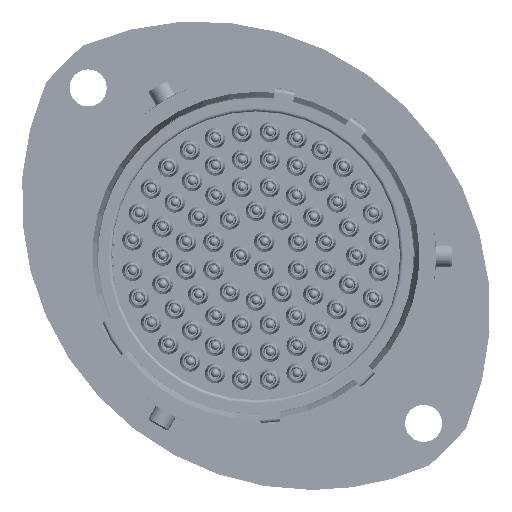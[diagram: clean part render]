
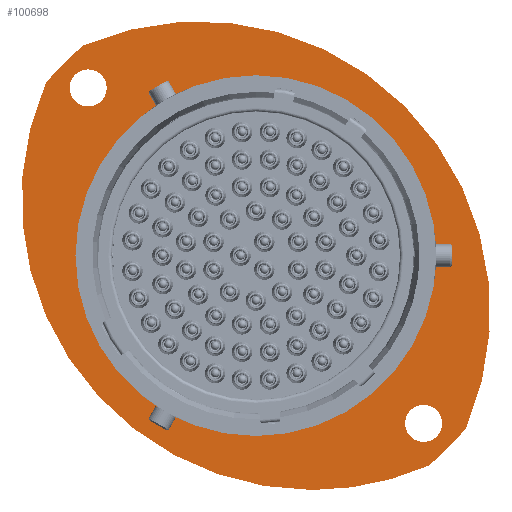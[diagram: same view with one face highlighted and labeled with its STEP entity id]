
A CAD part, left-side view. The second image highlights one B-rep face of the part: STEP entity #100698.
In plain terms, the highlighted planar face has unit normal (-1, 0, 0).
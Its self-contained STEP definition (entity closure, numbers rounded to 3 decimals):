
#1705 = AXIS2_PLACEMENT_3D ( 'NONE', #80978, #96386, #204545 ) ;
#5383 = VERTEX_POINT ( 'NONE', #124067 ) ;
#9166 = DIRECTION ( 'NONE',  ( -1., 0., 0. ) ) ;
#10290 = CARTESIAN_POINT ( 'NONE',  ( 4.955, -7.236, -18.38 ) ) ;
#17823 = VERTEX_POINT ( 'NONE', #154274 ) ;
#18767 = AXIS2_PLACEMENT_3D ( 'NONE', #168234, #9166, #132902 ) ;
#20748 = CARTESIAN_POINT ( 'NONE',  ( 4.955, 7.911, 0.042 ) ) ;
#23015 = CARTESIAN_POINT ( 'NONE',  ( 4.955, 2.961, 4.992 ) ) ;
#24589 = AXIS2_PLACEMENT_3D ( 'NONE', #48138, #140198, #170218 ) ;
#28298 = DIRECTION ( 'NONE',  ( 0., 0., -1. ) ) ;
#34458 = ORIENTED_EDGE ( 'NONE', *, *, #98657, .F. ) ;
#37702 = EDGE_CURVE ( 'NONE', #5383, #84957, #188017, .T. ) ;
#38949 = AXIS2_PLACEMENT_3D ( 'NONE', #175794, #124313, #191992 ) ;
#39044 = CIRCLE ( 'NONE', #119091, 15.82 ) ;
#40318 = ORIENTED_EDGE ( 'NONE', *, *, #181626, .F. ) ;
#41178 = AXIS2_PLACEMENT_3D ( 'NONE', #48332, #170409, #28298 ) ;
#41502 = AXIS2_PLACEMENT_3D ( 'NONE', #23015, #78357, #201142 ) ;
#41780 = EDGE_CURVE ( 'NONE', #65239, #17823, #93059, .T. ) ;
#48138 = CARTESIAN_POINT ( 'NONE',  ( 4.955, -6.797, -14.665 ) ) ;
#48332 = CARTESIAN_POINT ( 'NONE',  ( 4.955, 2.961, 4.992 ) ) ;
#49483 = ORIENTED_EDGE ( 'NONE', *, *, #195310, .T. ) ;
#51171 = CIRCLE ( 'NONE', #41178, 25.5 ) ;
#52020 = CARTESIAN_POINT ( 'NONE',  ( 4.955, 7.911, -15.778 ) ) ;
#52510 = ORIENTED_EDGE ( 'NONE', *, *, #67320, .T. ) ;
#53654 = DIRECTION ( 'NONE',  ( 0., 0., -1. ) ) ;
#56241 = DIRECTION ( 'NONE',  ( -1., 0., 0. ) ) ;
#62037 = ORIENTED_EDGE ( 'NONE', *, *, #220329, .F. ) ;
#65239 = VERTEX_POINT ( 'NONE', #216494 ) ;
#67320 = EDGE_CURVE ( 'NONE', #130739, #96672, #72416, .T. ) ;
#67522 = AXIS2_PLACEMENT_3D ( 'NONE', #20748, #56241, #195929 ) ;
#69804 = EDGE_CURVE ( 'NONE', #17823, #107319, #201938, .T. ) ;
#70977 = CARTESIAN_POINT ( 'NONE',  ( 4.955, 26.333, 15.189 ) ) ;
#72416 = CIRCLE ( 'NONE', #41502, 25.5 ) ;
#74173 = PLANE ( 'NONE',  #96127 ) ;
#78045 = CARTESIAN_POINT ( 'NONE',  ( 4.955, -6.797, -13.04 ) ) ;
#78357 = DIRECTION ( 'NONE',  ( -1., 0., 0. ) ) ;
#79192 = EDGE_CURVE ( 'NONE', #117485, #88603, #39044, .T. ) ;
#80978 = CARTESIAN_POINT ( 'NONE',  ( 4.955, 12.86, -4.907 ) ) ;
#81494 = CIRCLE ( 'NONE', #24589, 1.625 ) ;
#84957 = VERTEX_POINT ( 'NONE', #185655 ) ;
#88603 = VERTEX_POINT ( 'NONE', #52020 ) ;
#91442 = EDGE_LOOP ( 'NONE', ( #49483, #52510, #167778, #148157, #154260 ) ) ;
#92593 = DIRECTION ( 'NONE',  ( 1., 0., 0. ) ) ;
#93059 = CIRCLE ( 'NONE', #1705, 25.5 ) ;
#96127 = AXIS2_PLACEMENT_3D ( 'NONE', #197735, #92593, #144694 ) ;
#96386 = DIRECTION ( 'NONE',  ( -1., 0., 0. ) ) ;
#96672 = VERTEX_POINT ( 'NONE', #10290 ) ;
#98072 = DIRECTION ( 'NONE',  ( 0., 0., 1. ) ) ;
#98657 = EDGE_CURVE ( 'NONE', #88603, #117485, #156255, .T. ) ;
#99906 = FACE_BOUND ( 'NONE', #153321, .T. ) ;
#100698 = ADVANCED_FACE ( 'NONE', ( #146506, #102539, #99906, #152004 ), #74173, .F. ) ;
#102539 = FACE_BOUND ( 'NONE', #195312, .T. ) ;
#107217 = EDGE_LOOP ( 'NONE', ( #144616, #130273 ) ) ;
#107319 = VERTEX_POINT ( 'NONE', #70977 ) ;
#107351 = CARTESIAN_POINT ( 'NONE',  ( 4.955, 2.961, -20.508 ) ) ;
#115677 = DIRECTION ( 'NONE',  ( -1., 0., 0. ) ) ;
#117485 = VERTEX_POINT ( 'NONE', #164494 ) ;
#117778 = DIRECTION ( 'NONE',  ( -1., 0., 0. ) ) ;
#119091 = AXIS2_PLACEMENT_3D ( 'NONE', #220182, #115677, #98072 ) ;
#120028 = CARTESIAN_POINT ( 'NONE',  ( 4.955, 22.618, 14.75 ) ) ;
#120356 = DIRECTION ( 'NONE',  ( 0., 0., -1. ) ) ;
#121292 = AXIS2_PLACEMENT_3D ( 'NONE', #207121, #191752, #120356 ) ;
#124067 = CARTESIAN_POINT ( 'NONE',  ( 4.955, 22.618, 13.125 ) ) ;
#124313 = DIRECTION ( 'NONE',  ( -1., 0., 0. ) ) ;
#130273 = ORIENTED_EDGE ( 'NONE', *, *, #170351, .F. ) ;
#130739 = VERTEX_POINT ( 'NONE', #107351 ) ;
#132902 = DIRECTION ( 'NONE',  ( 0., 0., 1. ) ) ;
#140198 = DIRECTION ( 'NONE',  ( -1., 0., 0. ) ) ;
#142794 = EDGE_CURVE ( 'NONE', #96672, #65239, #218528, .T. ) ;
#144616 = ORIENTED_EDGE ( 'NONE', *, *, #37702, .F. ) ;
#144694 = DIRECTION ( 'NONE',  ( 0., 0., -1. ) ) ;
#146506 = FACE_BOUND ( 'NONE', #107217, .T. ) ;
#148157 = ORIENTED_EDGE ( 'NONE', *, *, #41780, .T. ) ;
#151672 = VERTEX_POINT ( 'NONE', #78045 ) ;
#152004 = FACE_OUTER_BOUND ( 'NONE', #91442, .T. ) ;
#153321 = EDGE_LOOP ( 'NONE', ( #164895, #34458 ) ) ;
#154260 = ORIENTED_EDGE ( 'NONE', *, *, #69804, .T. ) ;
#154274 = CARTESIAN_POINT ( 'NONE',  ( 4.955, 23.057, 18.465 ) ) ;
#156255 = CIRCLE ( 'NONE', #67522, 15.82 ) ;
#157986 = CARTESIAN_POINT ( 'NONE',  ( 4.955, -6.797, -14.665 ) ) ;
#161017 = DIRECTION ( 'NONE',  ( -1., 0., 0. ) ) ;
#164494 = CARTESIAN_POINT ( 'NONE',  ( 4.955, 7.911, 15.862 ) ) ;
#164895 = ORIENTED_EDGE ( 'NONE', *, *, #79192, .F. ) ;
#167000 = CIRCLE ( 'NONE', #195663, 1.625 ) ;
#167778 = ORIENTED_EDGE ( 'NONE', *, *, #142794, .T. ) ;
#168234 = CARTESIAN_POINT ( 'NONE',  ( 4.955, 7.911, 0.042 ) ) ;
#170218 = DIRECTION ( 'NONE',  ( 0., 0., -1. ) ) ;
#170351 = EDGE_CURVE ( 'NONE', #84957, #5383, #167000, .T. ) ;
#170409 = DIRECTION ( 'NONE',  ( -1., 0., 0. ) ) ;
#175794 = CARTESIAN_POINT ( 'NONE',  ( 4.955, 7.911, 0.042 ) ) ;
#181626 = EDGE_CURVE ( 'NONE', #184920, #151672, #81494, .T. ) ;
#184920 = VERTEX_POINT ( 'NONE', #186549 ) ;
#185655 = CARTESIAN_POINT ( 'NONE',  ( 4.955, 22.618, 16.375 ) ) ;
#186549 = CARTESIAN_POINT ( 'NONE',  ( 4.955, -6.797, -16.29 ) ) ;
#188017 = CIRCLE ( 'NONE', #121292, 1.625 ) ;
#189785 = CIRCLE ( 'NONE', #222495, 1.625 ) ;
#189924 = DIRECTION ( 'NONE',  ( 0., 0., -1. ) ) ;
#191752 = DIRECTION ( 'NONE',  ( -1., 0., 0. ) ) ;
#191992 = DIRECTION ( 'NONE',  ( 0., 0., 1. ) ) ;
#195310 = EDGE_CURVE ( 'NONE', #107319, #130739, #51171, .T. ) ;
#195312 = EDGE_LOOP ( 'NONE', ( #40318, #62037 ) ) ;
#195663 = AXIS2_PLACEMENT_3D ( 'NONE', #120028, #117778, #189924 ) ;
#195929 = DIRECTION ( 'NONE',  ( 0., 0., 1. ) ) ;
#197735 = CARTESIAN_POINT ( 'NONE',  ( 4.955, 23.731, 0.042 ) ) ;
#201142 = DIRECTION ( 'NONE',  ( 0., 0., -1. ) ) ;
#201938 = CIRCLE ( 'NONE', #18767, 23.85 ) ;
#204545 = DIRECTION ( 'NONE',  ( 0., 0., -1. ) ) ;
#207121 = CARTESIAN_POINT ( 'NONE',  ( 4.955, 22.618, 14.75 ) ) ;
#216494 = CARTESIAN_POINT ( 'NONE',  ( 4.955, -10.512, -15.104 ) ) ;
#218528 = CIRCLE ( 'NONE', #38949, 23.85 ) ;
#220182 = CARTESIAN_POINT ( 'NONE',  ( 4.955, 7.911, 0.042 ) ) ;
#220329 = EDGE_CURVE ( 'NONE', #151672, #184920, #189785, .T. ) ;
#222495 = AXIS2_PLACEMENT_3D ( 'NONE', #157986, #161017, #53654 ) ;
